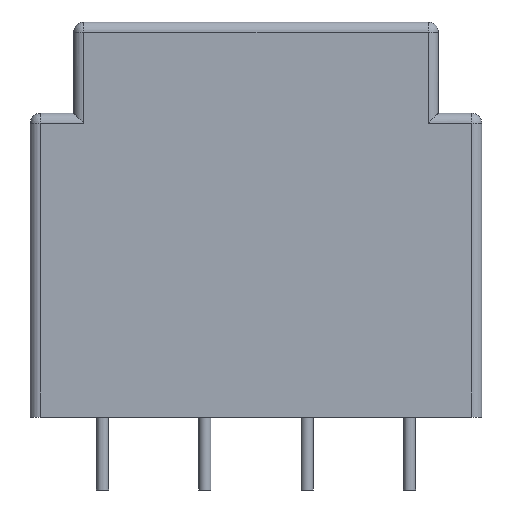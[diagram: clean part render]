
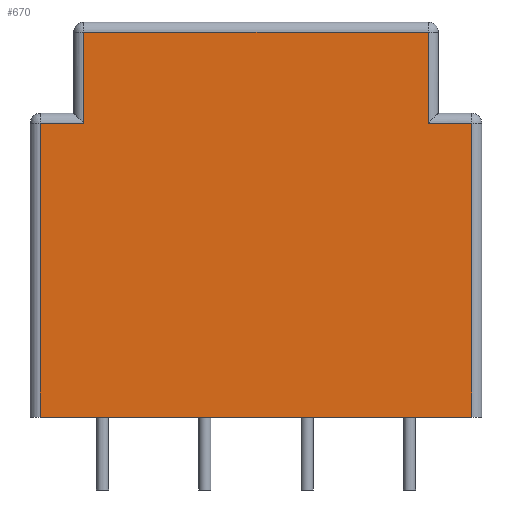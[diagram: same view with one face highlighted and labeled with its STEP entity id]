
A CAD part, front view. The second image highlights one B-rep face of the part: STEP entity #670.
In plain terms, the highlighted planar face has unit normal (0, -1, 0).
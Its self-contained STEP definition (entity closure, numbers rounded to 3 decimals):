
#29=LINE('',#1091,#71);
#37=LINE('',#1128,#79);
#39=LINE('',#1134,#81);
#40=LINE('',#1136,#82);
#41=LINE('',#1138,#83);
#42=LINE('',#1140,#84);
#43=LINE('',#1142,#85);
#44=LINE('',#1143,#86);
#71=VECTOR('',#869,1.);
#79=VECTOR('',#915,1.);
#81=VECTOR('',#921,1.);
#82=VECTOR('',#922,1.);
#83=VECTOR('',#923,1.);
#84=VECTOR('',#924,1.);
#85=VECTOR('',#925,1.);
#86=VECTOR('',#926,1.);
#139=PLANE('',#757);
#182=FACE_OUTER_BOUND('',#242,.T.);
#242=EDGE_LOOP('',(#503,#504,#505,#506,#507,#508,#509,#510));
#322=VERTEX_POINT('',#1088);
#323=VERTEX_POINT('',#1090);
#333=VERTEX_POINT('',#1127);
#335=VERTEX_POINT('',#1133);
#336=VERTEX_POINT('',#1135);
#337=VERTEX_POINT('',#1137);
#338=VERTEX_POINT('',#1139);
#339=VERTEX_POINT('',#1141);
#374=EDGE_CURVE('',#322,#323,#29,.T.);
#393=EDGE_CURVE('',#333,#323,#37,.T.);
#396=EDGE_CURVE('',#335,#322,#39,.T.);
#397=EDGE_CURVE('',#336,#335,#40,.T.);
#398=EDGE_CURVE('',#337,#336,#41,.T.);
#399=EDGE_CURVE('',#337,#338,#42,.T.);
#400=EDGE_CURVE('',#338,#339,#43,.T.);
#401=EDGE_CURVE('',#333,#339,#44,.T.);
#503=ORIENTED_EDGE('',*,*,#374,.F.);
#504=ORIENTED_EDGE('',*,*,#396,.F.);
#505=ORIENTED_EDGE('',*,*,#397,.F.);
#506=ORIENTED_EDGE('',*,*,#398,.F.);
#507=ORIENTED_EDGE('',*,*,#399,.T.);
#508=ORIENTED_EDGE('',*,*,#400,.T.);
#509=ORIENTED_EDGE('',*,*,#401,.F.);
#510=ORIENTED_EDGE('',*,*,#393,.T.);
#670=ADVANCED_FACE('',(#182),#139,.T.);
#757=AXIS2_PLACEMENT_3D('',#1132,#919,#920);
#869=DIRECTION('',(1.,0.,0.));
#915=DIRECTION('',(0.,0.,1.));
#919=DIRECTION('center_axis',(0.,-1.,0.));
#920=DIRECTION('ref_axis',(1.,0.,0.));
#921=DIRECTION('',(0.,0.,1.));
#922=DIRECTION('',(1.,0.,0.));
#923=DIRECTION('',(0.,0.,1.));
#924=DIRECTION('',(1.,0.,0.));
#925=DIRECTION('',(0.,0.,1.));
#926=DIRECTION('',(1.,0.,0.));
#1088=CARTESIAN_POINT('',(-8.5,-11.75,19.));
#1090=CARTESIAN_POINT('',(8.5,-11.75,19.));
#1091=CARTESIAN_POINT('',(-4.25,-11.75,19.));
#1127=CARTESIAN_POINT('',(8.5,-11.75,14.5));
#1128=CARTESIAN_POINT('',(8.5,-11.75,15.));
#1132=CARTESIAN_POINT('Origin',(-8.5,-11.75,15.));
#1133=CARTESIAN_POINT('',(-8.5,-11.75,14.5));
#1134=CARTESIAN_POINT('',(-8.5,-11.75,15.));
#1135=CARTESIAN_POINT('',(-10.65,-11.75,14.5));
#1136=CARTESIAN_POINT('',(-4.25,-11.75,14.5));
#1137=CARTESIAN_POINT('',(-10.65,-11.75,0.));
#1138=CARTESIAN_POINT('',(-10.65,-11.75,0.));
#1139=CARTESIAN_POINT('',(10.65,-11.75,0.));
#1140=CARTESIAN_POINT('',(-10.65,-11.75,0.));
#1141=CARTESIAN_POINT('',(10.65,-11.75,14.5));
#1142=CARTESIAN_POINT('',(10.65,-11.75,0.));
#1143=CARTESIAN_POINT('',(-4.25,-11.75,14.5));
